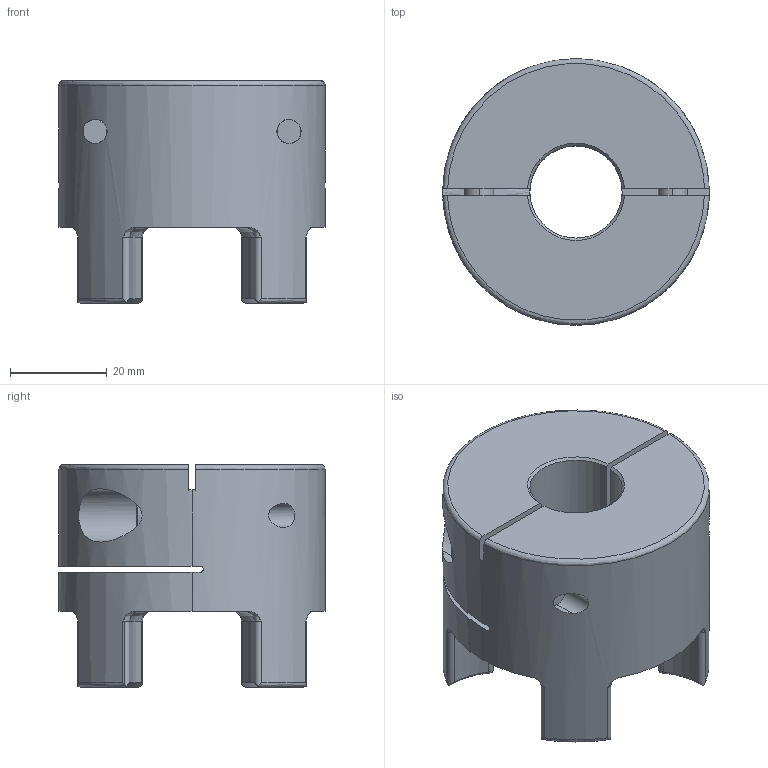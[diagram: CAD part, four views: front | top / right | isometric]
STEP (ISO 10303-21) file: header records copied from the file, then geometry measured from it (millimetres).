
FILE_DESCRIPTION (( 'STEP AP203' ), '1' );
FILE_NAME ('SJC-55C-19.05.step', '2021-04-15T12:39:10', ( '' ), ( '' ), 'SwSTEP 2.0', 'SolidWorks 2021', '' );
FILE_SCHEMA (( 'CONFIG_CONTROL_DESIGN' ));
Length unit declared in the file: inch
Products named in the file (1): SJC-55C-19.05
Bounding box: 55 x 55 x 46 mm (x, y, z)
Volume: 64048.9 mm3; surface area: 20236.4 mm2
Topology: 3 solids, 3 shells, 212 faces, 550 edges, 341 vertices
Faces by surface type: cylinder 76, bspline 54, plane 52, cone 30
Entity records: 8705 total; most frequent: CARTESIAN_POINT 3836, ORIENTED_EDGE 1084, DIRECTION 917, EDGE_CURVE 542, AXIS2_PLACEMENT_3D 371, VERTEX_POINT 341, EDGE_LOOP 227, CIRCLE 212
